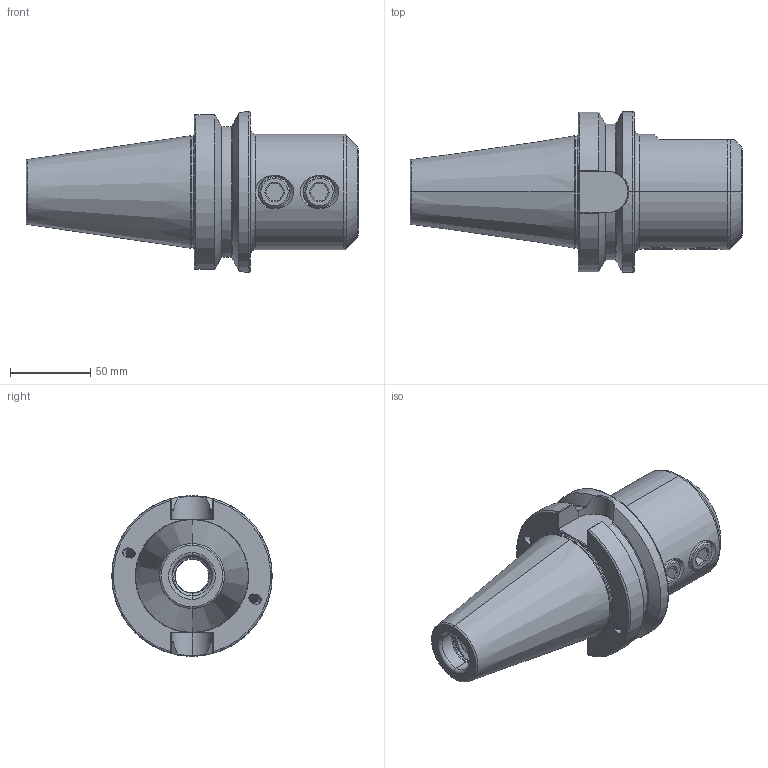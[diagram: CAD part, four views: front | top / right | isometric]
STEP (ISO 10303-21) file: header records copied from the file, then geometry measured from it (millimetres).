
FILE_DESCRIPTION (( 'STEP AP203' ), '1' );
FILE_NAME ('506.04.32.K.STEP', '2016-08-08T06:10:36', ( '' ), ( '' ), 'SwSTEP 2.0', 'SolidWorks 2012', '' );
FILE_SCHEMA (( 'CONFIG_CONTROL_DESIGN' ));
Length unit declared in the file: millimetre
Products named in the file (3): 506.04.32.K; 側固32_M20x2_20L
Assembly tree (3 placements, depth 2):
  506.04.32.K
    506.04.32.K
    側固32_M20x2_20L  x2
Bounding box: 206.8 x 100 x 100 mm (x, y, z)
Volume: 639661.1 mm3; surface area: 87983.8 mm2
Topology: 3 solids, 3 shells, 377 faces, 1043 edges, 673 vertices
Faces by surface type: cylinder 179, plane 76, torus 46, cone 38, bspline 38
Entity records: 30078 total; most frequent: CARTESIAN_POINT 22241, ORIENTED_EDGE 1874, DIRECTION 1279, EDGE_CURVE 937, VERTEX_POINT 606, AXIS2_PLACEMENT_3D 505, EDGE_LOOP 351, ADVANCED_FACE 338
